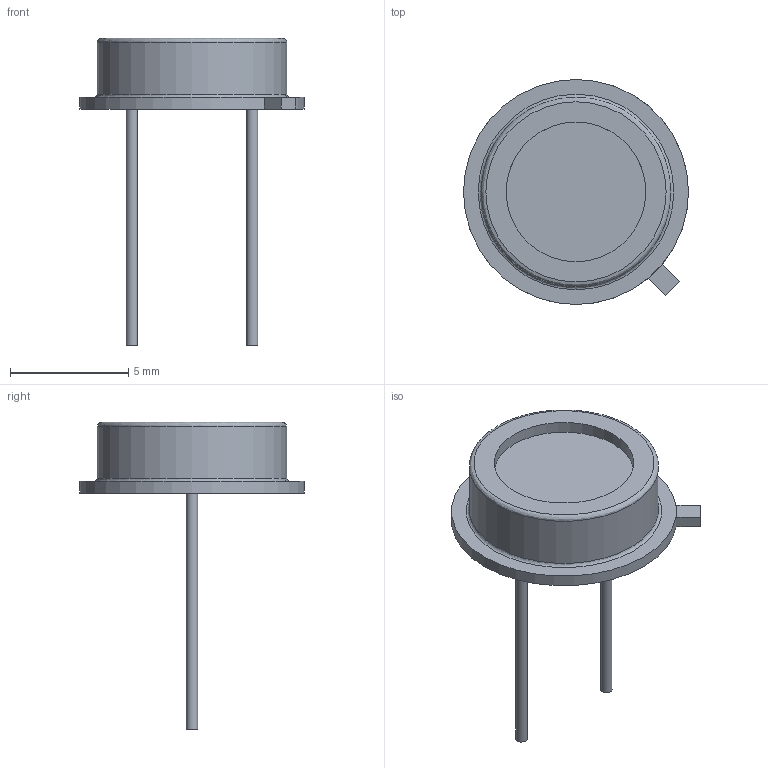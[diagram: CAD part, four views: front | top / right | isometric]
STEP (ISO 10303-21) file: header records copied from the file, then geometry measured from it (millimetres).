
FILE_DESCRIPTION(('FreeCAD Model'),'2;1');
FILE_NAME('Pad_fd.step','2020-01-07T00:40:08',( 'kicad StepUp'),('ksu MCAD'),'Open CASCADE STEP processor 7.3', 'FreeCAD','Unknown');
FILE_SCHEMA(('AUTOMOTIVE_DESIGN { 1 0 10303 214 1 1 1 1 }'));
Length unit declared in the file: millimetre
Products named in the file (1): Pad_fd
Bounding box: 9.5 x 9.5 x 13 mm (x, y, z)
Volume: 113.9 mm3; surface area: 346 mm2
Topology: 1 solids, 2 shells, 27 faces, 50 edges, 32 vertices
Faces by surface type: plane 19, cylinder 6, revolution 2
Full cylindrical faces by diameter (mm): 0.48 x2, 5.9 x2, 8 x1, 9.5 x1
Entity records: 881 total; most frequent: DIRECTION 127, CARTESIAN_POINT 112, ORIENTED_EDGE 100, EDGE_CURVE 50, AXIS2_PLACEMENT_3D 47, FACE_BOUND 32, EDGE_LOOP 32, VERTEX_POINT 32
